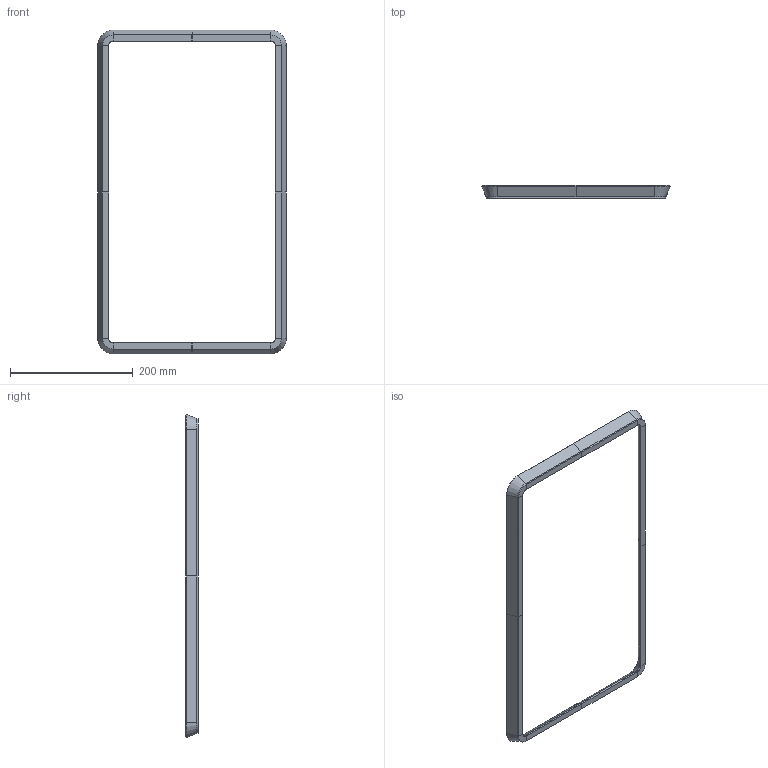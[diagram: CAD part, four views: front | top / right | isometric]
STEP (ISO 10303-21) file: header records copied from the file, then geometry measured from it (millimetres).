
FILE_DESCRIPTION (( 'STEP AP203' ), '1' );
FILE_NAME ('INGUN_114555.STEP', '2023-06-26T08:01:58', ( '' ), ( '' ), 'SwSTEP 2.0', 'SolidWorks 2021', '' );
FILE_SCHEMA (( 'CONFIG_CONTROL_DESIGN' ));
Length unit declared in the file: millimetre
Products named in the file (5): 100974~1_KUNDE<S>; INGUN_114555
Assembly tree (4 placements, depth 2):
  INGUN_114555
    100974~1_KUNDE<S>
    100974~1_KUNDE<S>
    100974~1_KUNDE<S>
    100974~1_KUNDE<S>
Bounding box: 307.5 x 21 x 527.5 mm (x, y, z)
Volume: 235810.9 mm3; surface area: 96767.5 mm2
Topology: 4 solids, 4 shells, 92 faces, 196 edges, 112 vertices
Faces by surface type: plane 60, cylinder 16, cone 12, torus 4
Entity records: 2919 total; most frequent: DIRECTION 438, CARTESIAN_POINT 407, ORIENTED_EDGE 392, EDGE_CURVE 196, VECTOR 152, LINE 152, AXIS2_PLACEMENT_3D 143, VERTEX_POINT 112
